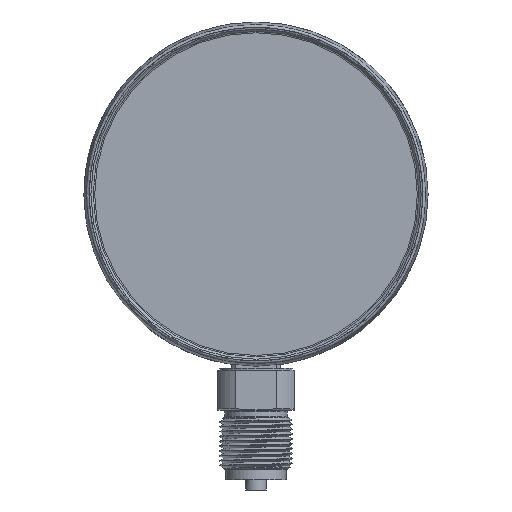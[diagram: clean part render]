
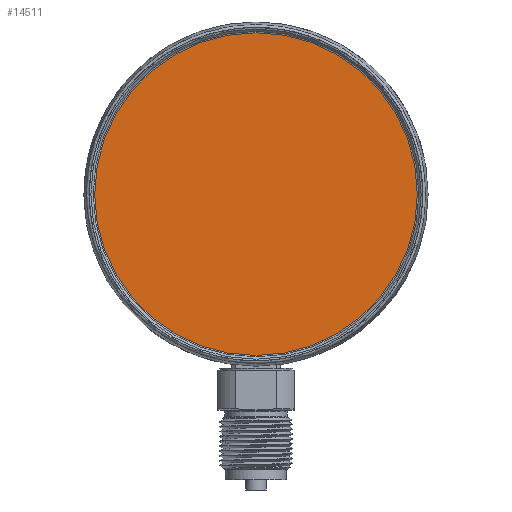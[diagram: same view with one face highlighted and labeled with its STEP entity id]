
A CAD part, front view. The second image highlights one B-rep face of the part: STEP entity #14511.
In plain terms, the highlighted planar face has unit normal (0, -1, 0).
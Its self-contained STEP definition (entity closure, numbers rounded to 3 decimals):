
#14495=CARTESIAN_POINT('',(-23.325,-17.5,0.));
#14496=DIRECTION('',(0.,-1.,0.));
#14497=DIRECTION('',(0.,0.,1.));
#14498=AXIS2_PLACEMENT_3D('',#14495,#14496,#14497);
#14499=PLANE('',#14498);
#14500=CARTESIAN_POINT('',(46.404,-17.5,-0.));
#14501=VERTEX_POINT('',#14500);
#14502=CARTESIAN_POINT('',(0.,-17.5,0.));
#14503=DIRECTION('',(0.,-1.,0.));
#14504=DIRECTION('',(1.,0.,0.));
#14505=AXIS2_PLACEMENT_3D('',#14502,#14503,#14504);
#14506=CIRCLE('',#14505,46.404);
#14507=EDGE_CURVE('',#14501,#14501,#14506,.T.);
#14508=ORIENTED_EDGE('',*,*,#14507,.T.);
#14509=EDGE_LOOP('',(#14508));
#14510=FACE_BOUND('',#14509,.T.);
#14511=ADVANCED_FACE('',(#14510),#14499,.T.);
